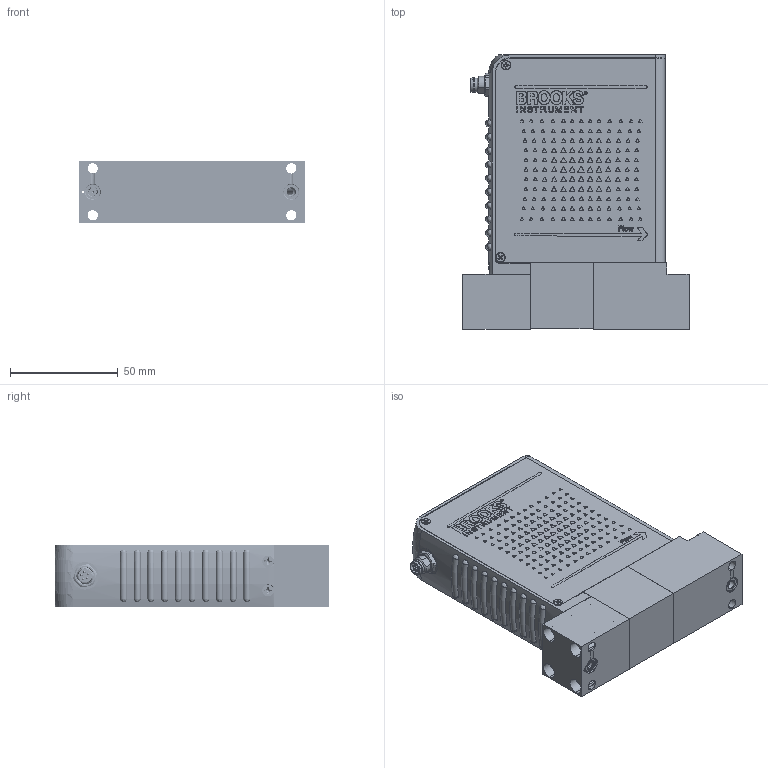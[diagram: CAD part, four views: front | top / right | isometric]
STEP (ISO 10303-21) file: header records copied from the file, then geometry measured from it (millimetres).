
FILE_DESCRIPTION (( 'STEP AP214' ), '1' );
FILE_NAME ('GP200-CSEAL-ETHERCAT.STEP', '2021-07-30T20:59:00', ( '' ), ( '' ), 'SwSTEP 2.0', 'SolidWorks 2020', '' );
FILE_SCHEMA (( 'AUTOMOTIVE_DESIGN' ));
Length unit declared in the file: inch
Products named in the file (1): GP200-CSEAL-ETHERCAT
Bounding box: 104.95 x 127 x 28.57 mm (x, y, z)
Volume: 117211.9 mm3; surface area: 81707 mm2
Topology: 35 solids, 36 shells, 8268 faces, 23108 edges, 15235 vertices
Faces by surface type: cylinder 4585, plane 3029, bspline 381, cone 209, torus 58, sphere 6
Entity records: 303818 total; most frequent: CARTESIAN_POINT 83111, ORIENTED_EDGE 46108, DIRECTION 45492, EDGE_CURVE 23054, AXIS2_PLACEMENT_3D 16643, VERTEX_POINT 15235, LINE 12206, VECTOR 12206
